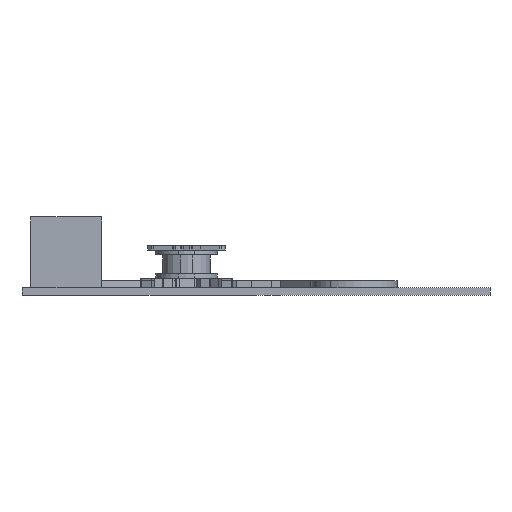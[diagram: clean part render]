
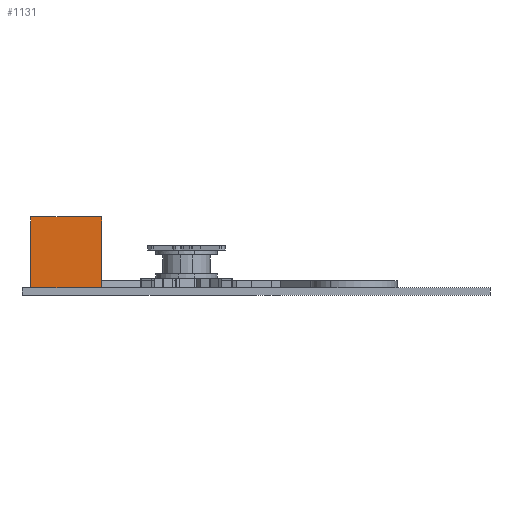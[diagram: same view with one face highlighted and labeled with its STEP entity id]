
A CAD part, front view. The second image highlights one B-rep face of the part: STEP entity #1131.
In plain terms, the highlighted planar face has unit normal (0, -1, 0).
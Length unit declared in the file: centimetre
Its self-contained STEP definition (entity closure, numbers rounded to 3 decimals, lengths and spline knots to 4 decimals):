
#201 = CARTESIAN_POINT ( 'NONE',  ( 15., -15., -7.5 ) ) ;
#235 = DIRECTION ( 'NONE',  ( 0., 0., -1. ) ) ;
#324 = CARTESIAN_POINT ( 'NONE',  ( 0., -15., -7.5 ) ) ;
#374 = VECTOR ( 'NONE', #1109, 100. ) ;
#470 = CARTESIAN_POINT ( 'NONE',  ( 0., -15., 7.5 ) ) ;
#480 = ORIENTED_EDGE ( 'NONE', *, *, #1761, .F. ) ;
#626 = VECTOR ( 'NONE', #2145, 100. ) ;
#956 = ORIENTED_EDGE ( 'NONE', *, *, #2003, .T. ) ;
#1023 = VERTEX_POINT ( 'NONE', #324 ) ;
#1035 = VERTEX_POINT ( 'NONE', #1836 ) ;
#1109 = DIRECTION ( 'NONE',  ( 1., 0., 0. ) ) ;
#1131 = ADVANCED_FACE ( 'NONE', ( #2990 ), #1563, .F. ) ;
#1169 = CARTESIAN_POINT ( 'NONE',  ( 15., -15., 7.5 ) ) ;
#1324 = CARTESIAN_POINT ( 'NONE',  ( 0., -15., 7.5 ) ) ;
#1386 = EDGE_CURVE ( 'NONE', #1023, #2290, #1583, .T. ) ;
#1435 = EDGE_LOOP ( 'NONE', ( #1859, #2682, #480, #956 ) ) ;
#1509 = VERTEX_POINT ( 'NONE', #470 ) ;
#1563 = PLANE ( 'NONE',  #2071 ) ;
#1583 = LINE ( 'NONE', #2567, #374 ) ;
#1620 = EDGE_CURVE ( 'NONE', #1035, #2290, #2893, .T. ) ;
#1673 = LINE ( 'NONE', #3112, #1874 ) ;
#1761 = EDGE_CURVE ( 'NONE', #1509, #1035, #1838, .T. ) ;
#1836 = CARTESIAN_POINT ( 'NONE',  ( 15., -15., 7.5 ) ) ;
#1838 = LINE ( 'NONE', #2536, #2111 ) ;
#1859 = ORIENTED_EDGE ( 'NONE', *, *, #1386, .T. ) ;
#1874 = VECTOR ( 'NONE', #235, 100. ) ;
#2003 = EDGE_CURVE ( 'NONE', #1509, #1023, #1673, .T. ) ;
#2047 = DIRECTION ( 'NONE',  ( 1., 0., 0. ) ) ;
#2071 = AXIS2_PLACEMENT_3D ( 'NONE', #1324, #2534, #2315 ) ;
#2111 = VECTOR ( 'NONE', #2047, 100. ) ;
#2145 = DIRECTION ( 'NONE',  ( 0., 0., -1. ) ) ;
#2290 = VERTEX_POINT ( 'NONE', #201 ) ;
#2315 = DIRECTION ( 'NONE',  ( 0., 0., 1. ) ) ;
#2534 = DIRECTION ( 'NONE',  ( 0., 1., 0. ) ) ;
#2536 = CARTESIAN_POINT ( 'NONE',  ( 0., -15., 7.5 ) ) ;
#2567 = CARTESIAN_POINT ( 'NONE',  ( 0., -15., -7.5 ) ) ;
#2682 = ORIENTED_EDGE ( 'NONE', *, *, #1620, .F. ) ;
#2893 = LINE ( 'NONE', #1169, #626 ) ;
#2990 = FACE_OUTER_BOUND ( 'NONE', #1435, .T. ) ;
#3112 = CARTESIAN_POINT ( 'NONE',  ( 0., -15., 7.5 ) ) ;
